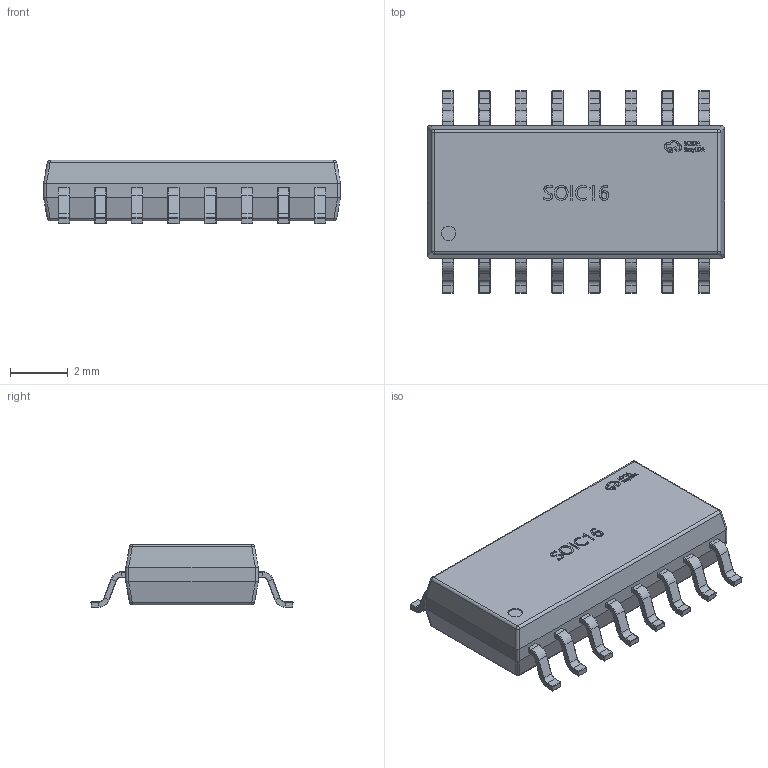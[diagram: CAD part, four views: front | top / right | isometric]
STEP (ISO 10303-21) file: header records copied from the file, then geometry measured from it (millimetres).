
FILE_DESCRIPTION (( 'STEP AP214' ), '1' );
FILE_NAME ('SOIC-16_L10.3-W4.5-H2.1-LS6.8-P1.27.step', '2022-07-26T09:09:29', ( '' ), ( '' ), 'SwSTEP 2.0', 'SolidWorks 2020', '' );
FILE_SCHEMA (( 'AUTOMOTIVE_DESIGN' ));
Length unit declared in the file: millimetre
Products named in the file (1): SOIC-16_L10.3-W4.5-H2.1-LS6.8-P1.27
Bounding box: 10.3 x 7.01 x 2.2 mm (x, y, z)
Volume: 98.2 mm3; surface area: 183.8 mm2
Topology: 30 solids, 30 shells, 1232 faces, 2772 edges, 1584 vertices
Faces by surface type: plane 504, cylinder 358, bspline 154, torus 128, sphere 88
Entity records: 50439 total; most frequent: CARTESIAN_POINT 10303, ORIENTED_EDGE 5416, DIRECTION 5374, EDGE_CURVE 2708, AXIS2_PLACEMENT_3D 1923, VERTEX_POINT 1552, VECTOR 1528, LINE 1528
